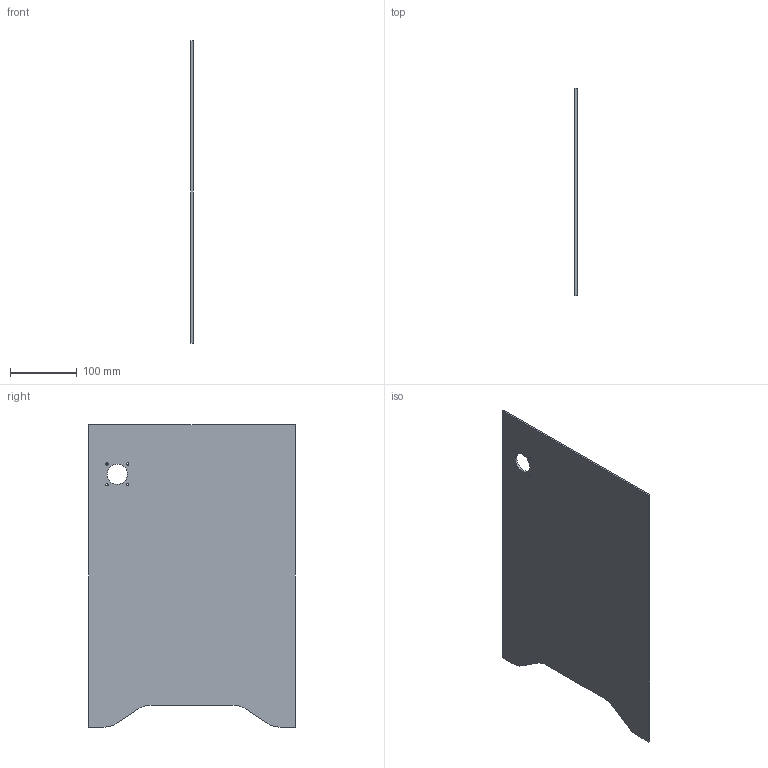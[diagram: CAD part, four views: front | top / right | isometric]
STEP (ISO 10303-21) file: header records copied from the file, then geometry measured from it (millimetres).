
FILE_DESCRIPTION(('FreeCAD Model'),'2;1');
FILE_NAME('Right_Panel.step', '2017-02-10T00:52:26',('Ax Smith-Laffin'),('AxMod Box Mods Limited'), 'Open CASCADE STEP processor 6.8','FreeCAD','Unknown');
FILE_SCHEMA(('AUTOMOTIVE_DESIGN_CC2 { 1 2 10303 214 -1 1 5 4 }'));
Length unit declared in the file: millimetre
Products named in the file (2): ASSEMBLY; Right_Acrylic_w/Motor_Holes
Assembly tree (1 placements, depth 2):
  ASSEMBLY
    Right_Acrylic_w/Motor_Holes
Bounding box: 3 x 310 x 453 mm (x, y, z)
Volume: 399866.3 mm3; surface area: 271629.9 mm2
Topology: 1 solids, 1 shells, 19 faces, 51 edges, 34 vertices
Faces by surface type: plane 10, cylinder 9
Full cylindrical faces by diameter (mm): 3.6 x4, 30.4 x1
Entity records: 1379 total; most frequent: CARTESIAN_POINT 316, DIRECTION 195, LINE 117, VECTOR 117, ORIENTED_EDGE 102, PCURVE 102, DEFINITIONAL_REPRESENTATION 102, EDGE_CURVE 51
